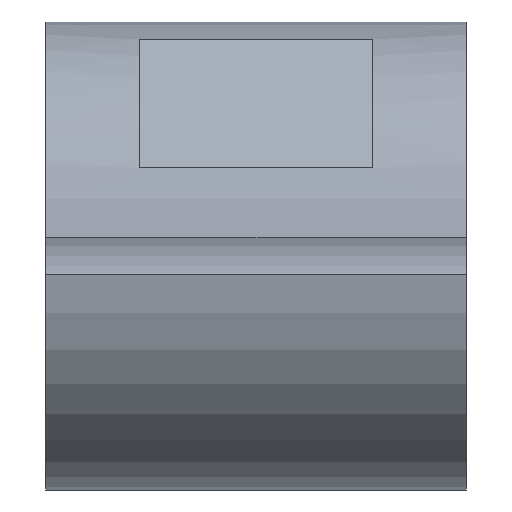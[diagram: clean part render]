
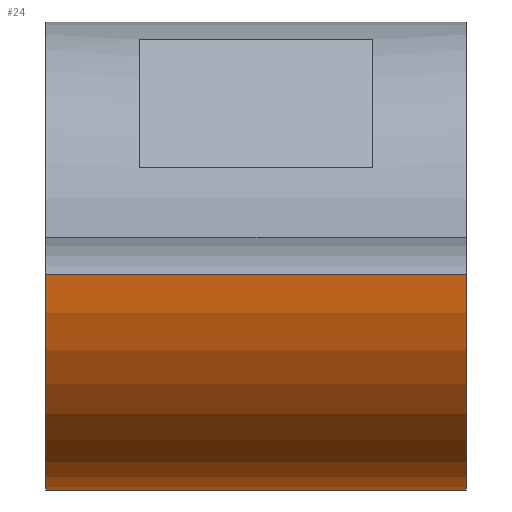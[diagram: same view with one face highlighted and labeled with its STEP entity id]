
A CAD part, left-side view. The second image highlights one B-rep face of the part: STEP entity #24.
In plain terms, the highlighted cylindrical face has radius 6.35 mm (diameter 12.7 mm), a partial arc.
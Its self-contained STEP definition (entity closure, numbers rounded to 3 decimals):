
#24 = ADVANCED_FACE ( 'NONE', ( #661 ), #713, .T. ) ;
#65 = VERTEX_POINT ( 'NONE', #189 ) ;
#85 = CARTESIAN_POINT ( 'NONE',  ( 0., -5.702, -6.35 ) ) ;
#86 = DIRECTION ( 'NONE',  ( 0., 0., 1. ) ) ;
#106 = CARTESIAN_POINT ( 'NONE',  ( 0., 5.702, 0. ) ) ;
#115 = DIRECTION ( 'NONE',  ( 0., 1., 0. ) ) ;
#132 = CARTESIAN_POINT ( 'NONE',  ( 0., -5.702, 0. ) ) ;
#158 = VERTEX_POINT ( 'NONE', #329 ) ;
#168 = DIRECTION ( 'NONE',  ( 0., 1., 0. ) ) ;
#183 = VERTEX_POINT ( 'NONE', #85 ) ;
#184 = DIRECTION ( 'NONE',  ( 0., 0., 1. ) ) ;
#189 = CARTESIAN_POINT ( 'NONE',  ( 0., 5.702, -6.35 ) ) ;
#251 = AXIS2_PLACEMENT_3D ( 'NONE', #858, #845, #648 ) ;
#281 = EDGE_CURVE ( 'NONE', #65, #158, #865, .T. ) ;
#303 = CIRCLE ( 'NONE', #251, 6.35 ) ;
#329 = CARTESIAN_POINT ( 'NONE',  ( -6.33, 5.702, -0.508 ) ) ;
#398 = LINE ( 'NONE', #606, #428 ) ;
#426 = EDGE_CURVE ( 'NONE', #183, #466, #303, .T. ) ;
#428 = VECTOR ( 'NONE', #639, 1000. ) ;
#441 = EDGE_CURVE ( 'NONE', #183, #65, #398, .T. ) ;
#455 = ORIENTED_EDGE ( 'NONE', *, *, #441, .F. ) ;
#465 = ORIENTED_EDGE ( 'NONE', *, *, #426, .T. ) ;
#466 = VERTEX_POINT ( 'NONE', #772 ) ;
#473 = ORIENTED_EDGE ( 'NONE', *, *, #591, .T. ) ;
#485 = ORIENTED_EDGE ( 'NONE', *, *, #281, .F. ) ;
#505 = DIRECTION ( 'NONE',  ( 0., 1., 0. ) ) ;
#549 = LINE ( 'NONE', #808, #594 ) ;
#591 = EDGE_CURVE ( 'NONE', #466, #158, #549, .T. ) ;
#594 = VECTOR ( 'NONE', #505, 1000. ) ;
#606 = CARTESIAN_POINT ( 'NONE',  ( 0., -5.702, -6.35 ) ) ;
#614 = AXIS2_PLACEMENT_3D ( 'NONE', #106, #115, #86 ) ;
#639 = DIRECTION ( 'NONE',  ( 0., 1., 0. ) ) ;
#648 = DIRECTION ( 'NONE',  ( 0., 0., 1. ) ) ;
#661 = FACE_OUTER_BOUND ( 'NONE', #823, .T. ) ;
#713 = CYLINDRICAL_SURFACE ( 'NONE', #824, 6.35 ) ;
#772 = CARTESIAN_POINT ( 'NONE',  ( -6.33, -5.702, -0.508 ) ) ;
#808 = CARTESIAN_POINT ( 'NONE',  ( -6.33, -5.702, -0.508 ) ) ;
#823 = EDGE_LOOP ( 'NONE', ( #455, #465, #473, #485 ) ) ;
#824 = AXIS2_PLACEMENT_3D ( 'NONE', #132, #168, #184 ) ;
#845 = DIRECTION ( 'NONE',  ( 0., 1., 0. ) ) ;
#858 = CARTESIAN_POINT ( 'NONE',  ( 0., -5.702, 0. ) ) ;
#865 = CIRCLE ( 'NONE', #614, 6.35 ) ;
